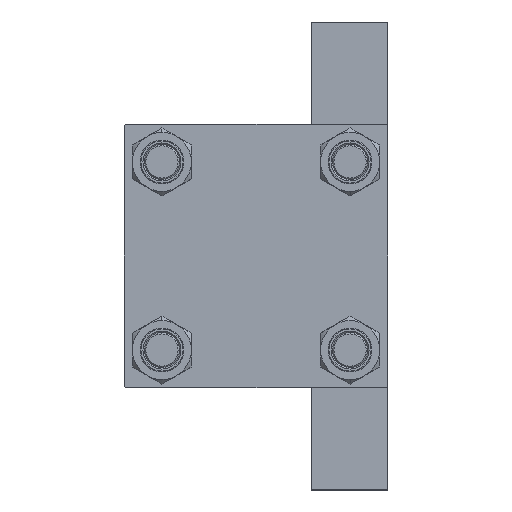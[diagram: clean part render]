
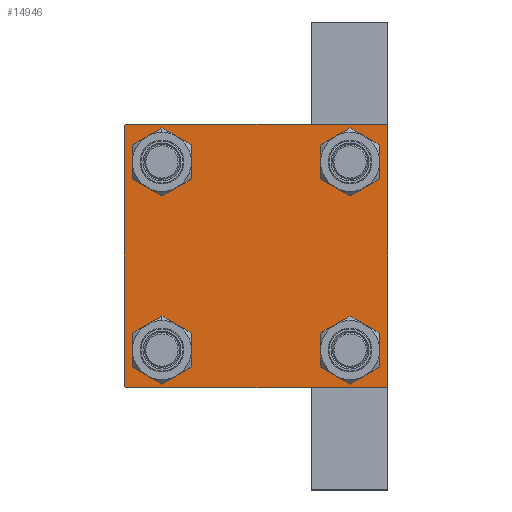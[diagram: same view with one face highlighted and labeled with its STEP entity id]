
A CAD part, left-side view. The second image highlights one B-rep face of the part: STEP entity #14946.
In plain terms, the highlighted planar face has unit normal (-1, 0, 0).
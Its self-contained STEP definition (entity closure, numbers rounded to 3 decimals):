
#110 = CARTESIAN_POINT ( 'NONE',  ( 0., -44.5, 45. ) ) ;
#528 = EDGE_CURVE ( 'NONE', #18319, #35594, #13649, .T. ) ;
#625 = VERTEX_POINT ( 'NONE', #9020 ) ;
#1007 = DIRECTION ( 'NONE',  ( 0., 0., 1. ) ) ;
#1206 = LINE ( 'NONE', #44923, #21402 ) ;
#1588 = ORIENTED_EDGE ( 'NONE', *, *, #23893, .T. ) ;
#2317 = DIRECTION ( 'NONE',  ( 1., 0., 0. ) ) ;
#2430 = AXIS2_PLACEMENT_3D ( 'NONE', #5155, #38121, #27600 ) ;
#2553 = FACE_BOUND ( 'NONE', #30079, .T. ) ;
#2760 = VERTEX_POINT ( 'NONE', #20199 ) ;
#2822 = VECTOR ( 'NONE', #40932, 1000. ) ;
#3996 = VERTEX_POINT ( 'NONE', #11922 ) ;
#4354 = AXIS2_PLACEMENT_3D ( 'NONE', #23854, #42391, #30952 ) ;
#4636 = VERTEX_POINT ( 'NONE', #9517 ) ;
#5155 = CARTESIAN_POINT ( 'NONE',  ( 0., 32.15, -32.15 ) ) ;
#5492 = DIRECTION ( 'NONE',  ( 0., 0., 1. ) ) ;
#5613 = EDGE_CURVE ( 'NONE', #4636, #12394, #48013, .T. ) ;
#5900 = DIRECTION ( 'NONE',  ( 0., -1., 0. ) ) ;
#6113 = EDGE_CURVE ( 'NONE', #19908, #29120, #45089, .T. ) ;
#7283 = CARTESIAN_POINT ( 'NONE',  ( 0., -32.15, -25.65 ) ) ;
#7333 = CARTESIAN_POINT ( 'NONE',  ( 0., 45., -44.5 ) ) ;
#7920 = VERTEX_POINT ( 'NONE', #110 ) ;
#7951 = CARTESIAN_POINT ( 'NONE',  ( 0., 44.5, 45. ) ) ;
#8115 = DIRECTION ( 'NONE',  ( 1., 0., 0. ) ) ;
#8128 = ORIENTED_EDGE ( 'NONE', *, *, #15702, .T. ) ;
#9020 = CARTESIAN_POINT ( 'NONE',  ( 0., 45., 44.5 ) ) ;
#9340 = VERTEX_POINT ( 'NONE', #44830 ) ;
#9517 = CARTESIAN_POINT ( 'NONE',  ( 0., -32.15, -38.65 ) ) ;
#9813 = EDGE_LOOP ( 'NONE', ( #12189, #47169 ) ) ;
#10014 = DIRECTION ( 'NONE',  ( 1., 0., 0. ) ) ;
#10114 = CARTESIAN_POINT ( 'NONE',  ( 0., 0., 0. ) ) ;
#10521 = AXIS2_PLACEMENT_3D ( 'NONE', #35764, #2317, #21828 ) ;
#10554 = AXIS2_PLACEMENT_3D ( 'NONE', #19551, #41992, #1007 ) ;
#10723 = CARTESIAN_POINT ( 'NONE',  ( 0., 32.15, 32.15 ) ) ;
#11715 = DIRECTION ( 'NONE',  ( 0., 0., -1. ) ) ;
#11922 = CARTESIAN_POINT ( 'NONE',  ( 0., -32.15, 25.65 ) ) ;
#12029 = CIRCLE ( 'NONE', #31509, 6.5 ) ;
#12189 = ORIENTED_EDGE ( 'NONE', *, *, #39838, .T. ) ;
#12394 = VERTEX_POINT ( 'NONE', #7283 ) ;
#12827 = ORIENTED_EDGE ( 'NONE', *, *, #25632, .F. ) ;
#13538 = FACE_OUTER_BOUND ( 'NONE', #33794, .T. ) ;
#13649 = LINE ( 'NONE', #42943, #46285 ) ;
#13897 = VERTEX_POINT ( 'NONE', #7951 ) ;
#14031 = CARTESIAN_POINT ( 'NONE',  ( 0., 32.15, 25.65 ) ) ;
#14392 = DIRECTION ( 'NONE',  ( 1., 0., 0. ) ) ;
#14946 = ADVANCED_FACE ( 'NONE', ( #21109, #17196, #2553, #47239, #13538 ), #43564, .T. ) ;
#15702 = EDGE_CURVE ( 'NONE', #41820, #41415, #38050, .T. ) ;
#16646 = DIRECTION ( 'NONE',  ( 0., 0.707, 0.707 ) ) ;
#17010 = EDGE_CURVE ( 'NONE', #27604, #29120, #48315, .T. ) ;
#17196 = FACE_BOUND ( 'NONE', #9813, .T. ) ;
#17809 = CARTESIAN_POINT ( 'NONE',  ( 0., -44.5, -45. ) ) ;
#18319 = VERTEX_POINT ( 'NONE', #7333 ) ;
#18393 = CARTESIAN_POINT ( 'NONE',  ( 0., -45., 44.5 ) ) ;
#18704 = ORIENTED_EDGE ( 'NONE', *, *, #46847, .T. ) ;
#19093 = CIRCLE ( 'NONE', #10521, 6.5 ) ;
#19207 = DIRECTION ( 'NONE',  ( 0., -1., 0. ) ) ;
#19551 = CARTESIAN_POINT ( 'NONE',  ( 0., -32.15, -32.15 ) ) ;
#19596 = EDGE_CURVE ( 'NONE', #13897, #625, #25534, .T. ) ;
#19908 = VERTEX_POINT ( 'NONE', #18393 ) ;
#20199 = CARTESIAN_POINT ( 'NONE',  ( 0., -32.15, 38.65 ) ) ;
#20313 = CARTESIAN_POINT ( 'NONE',  ( 0., -44.75, 44.75 ) ) ;
#20905 = CARTESIAN_POINT ( 'NONE',  ( 0., 32.15, -38.65 ) ) ;
#20908 = AXIS2_PLACEMENT_3D ( 'NONE', #25944, #8115, #40826 ) ;
#21109 = FACE_BOUND ( 'NONE', #39372, .T. ) ;
#21217 = DIRECTION ( 'NONE',  ( 0., -0.707, -0.707 ) ) ;
#21254 = ORIENTED_EDGE ( 'NONE', *, *, #38795, .T. ) ;
#21402 = VECTOR ( 'NONE', #11715, 1000. ) ;
#21828 = DIRECTION ( 'NONE',  ( 0., 0., 1. ) ) ;
#22154 = LINE ( 'NONE', #36802, #29918 ) ;
#23854 = CARTESIAN_POINT ( 'NONE',  ( 0., 32.15, 32.15 ) ) ;
#23893 = EDGE_CURVE ( 'NONE', #35594, #27604, #22154, .T. ) ;
#24460 = EDGE_CURVE ( 'NONE', #2760, #3996, #12029, .T. ) ;
#25361 = CIRCLE ( 'NONE', #10554, 6.5 ) ;
#25534 = LINE ( 'NONE', #28467, #45994 ) ;
#25632 = EDGE_CURVE ( 'NONE', #13897, #7920, #42990, .T. ) ;
#25943 = EDGE_CURVE ( 'NONE', #625, #18319, #1206, .T. ) ;
#25944 = CARTESIAN_POINT ( 'NONE',  ( 0., 32.15, -32.15 ) ) ;
#26797 = DIRECTION ( 'NONE',  ( 0., -0.707, 0.707 ) ) ;
#26872 = EDGE_CURVE ( 'NONE', #39747, #9340, #48069, .T. ) ;
#26943 = CARTESIAN_POINT ( 'NONE',  ( 0., -32.15, -32.15 ) ) ;
#27008 = CARTESIAN_POINT ( 'NONE',  ( 0., -45., 45. ) ) ;
#27600 = DIRECTION ( 'NONE',  ( 0., 0., 1. ) ) ;
#27604 = VERTEX_POINT ( 'NONE', #17809 ) ;
#28061 = ORIENTED_EDGE ( 'NONE', *, *, #24460, .T. ) ;
#28467 = CARTESIAN_POINT ( 'NONE',  ( 0., 44.75, 44.75 ) ) ;
#28710 = DIRECTION ( 'NONE',  ( 0., 0.707, -0.707 ) ) ;
#29120 = VERTEX_POINT ( 'NONE', #47253 ) ;
#29463 = ORIENTED_EDGE ( 'NONE', *, *, #26872, .T. ) ;
#29606 = ORIENTED_EDGE ( 'NONE', *, *, #25943, .T. ) ;
#29918 = VECTOR ( 'NONE', #19207, 1000. ) ;
#30079 = EDGE_LOOP ( 'NONE', ( #18704, #8128 ) ) ;
#30952 = DIRECTION ( 'NONE',  ( 0., 0., 1. ) ) ;
#31509 = AXIS2_PLACEMENT_3D ( 'NONE', #31825, #33281, #33038 ) ;
#31796 = EDGE_LOOP ( 'NONE', ( #39555, #29463 ) ) ;
#31825 = CARTESIAN_POINT ( 'NONE',  ( 0., -32.15, 32.15 ) ) ;
#32310 = CARTESIAN_POINT ( 'NONE',  ( 0., 32.15, -25.65 ) ) ;
#32519 = ORIENTED_EDGE ( 'NONE', *, *, #528, .T. ) ;
#33038 = DIRECTION ( 'NONE',  ( 0., 0., 1. ) ) ;
#33281 = DIRECTION ( 'NONE',  ( 1., 0., 0. ) ) ;
#33468 = VECTOR ( 'NONE', #26797, 1000. ) ;
#33794 = EDGE_LOOP ( 'NONE', ( #29606, #32519, #1588, #34178, #34311, #42152, #12827, #45506 ) ) ;
#33975 = CIRCLE ( 'NONE', #4354, 6.5 ) ;
#34178 = ORIENTED_EDGE ( 'NONE', *, *, #17010, .T. ) ;
#34311 = ORIENTED_EDGE ( 'NONE', *, *, #6113, .F. ) ;
#34752 = DIRECTION ( 'NONE',  ( 0., 0., 1. ) ) ;
#35594 = VERTEX_POINT ( 'NONE', #37430 ) ;
#35764 = CARTESIAN_POINT ( 'NONE',  ( 0., -32.15, 32.15 ) ) ;
#36802 = CARTESIAN_POINT ( 'NONE',  ( 0., 45., -45. ) ) ;
#37142 = AXIS2_PLACEMENT_3D ( 'NONE', #10723, #14392, #44168 ) ;
#37430 = CARTESIAN_POINT ( 'NONE',  ( 0., 44.5, -45. ) ) ;
#38050 = CIRCLE ( 'NONE', #20908, 6.5 ) ;
#38121 = DIRECTION ( 'NONE',  ( 1., 0., 0. ) ) ;
#38568 = VECTOR ( 'NONE', #16646, 1000. ) ;
#38641 = AXIS2_PLACEMENT_3D ( 'NONE', #26943, #10014, #34752 ) ;
#38795 = EDGE_CURVE ( 'NONE', #3996, #2760, #19093, .T. ) ;
#38934 = DIRECTION ( 'NONE',  ( -1., 0., 0. ) ) ;
#39054 = EDGE_CURVE ( 'NONE', #19908, #7920, #43014, .T. ) ;
#39340 = CARTESIAN_POINT ( 'NONE',  ( 0., 45., 45. ) ) ;
#39372 = EDGE_LOOP ( 'NONE', ( #28061, #21254 ) ) ;
#39555 = ORIENTED_EDGE ( 'NONE', *, *, #43690, .T. ) ;
#39747 = VERTEX_POINT ( 'NONE', #14031 ) ;
#39838 = EDGE_CURVE ( 'NONE', #12394, #4636, #25361, .T. ) ;
#40415 = AXIS2_PLACEMENT_3D ( 'NONE', #10114, #38934, #5492 ) ;
#40826 = DIRECTION ( 'NONE',  ( 0., 0., 1. ) ) ;
#40932 = DIRECTION ( 'NONE',  ( 0., 0., -1. ) ) ;
#41415 = VERTEX_POINT ( 'NONE', #32310 ) ;
#41820 = VERTEX_POINT ( 'NONE', #20905 ) ;
#41992 = DIRECTION ( 'NONE',  ( 1., 0., 0. ) ) ;
#42152 = ORIENTED_EDGE ( 'NONE', *, *, #39054, .T. ) ;
#42391 = DIRECTION ( 'NONE',  ( 1., 0., 0. ) ) ;
#42943 = CARTESIAN_POINT ( 'NONE',  ( 0., 44.75, -44.75 ) ) ;
#42944 = CIRCLE ( 'NONE', #2430, 6.5 ) ;
#42990 = LINE ( 'NONE', #39340, #47137 ) ;
#43014 = LINE ( 'NONE', #20313, #38568 ) ;
#43564 = PLANE ( 'NONE',  #40415 ) ;
#43690 = EDGE_CURVE ( 'NONE', #9340, #39747, #33975, .T. ) ;
#44168 = DIRECTION ( 'NONE',  ( 0., 0., 1. ) ) ;
#44396 = CARTESIAN_POINT ( 'NONE',  ( 0., -44.75, -44.75 ) ) ;
#44830 = CARTESIAN_POINT ( 'NONE',  ( 0., 32.15, 38.65 ) ) ;
#44923 = CARTESIAN_POINT ( 'NONE',  ( 0., 45., 45. ) ) ;
#45089 = LINE ( 'NONE', #27008, #2822 ) ;
#45506 = ORIENTED_EDGE ( 'NONE', *, *, #19596, .T. ) ;
#45994 = VECTOR ( 'NONE', #28710, 1000. ) ;
#46285 = VECTOR ( 'NONE', #21217, 1000. ) ;
#46847 = EDGE_CURVE ( 'NONE', #41415, #41820, #42944, .T. ) ;
#47137 = VECTOR ( 'NONE', #5900, 1000. ) ;
#47169 = ORIENTED_EDGE ( 'NONE', *, *, #5613, .T. ) ;
#47239 = FACE_BOUND ( 'NONE', #31796, .T. ) ;
#47253 = CARTESIAN_POINT ( 'NONE',  ( 0., -45., -44.5 ) ) ;
#48013 = CIRCLE ( 'NONE', #38641, 6.5 ) ;
#48069 = CIRCLE ( 'NONE', #37142, 6.5 ) ;
#48315 = LINE ( 'NONE', #44396, #33468 ) ;
